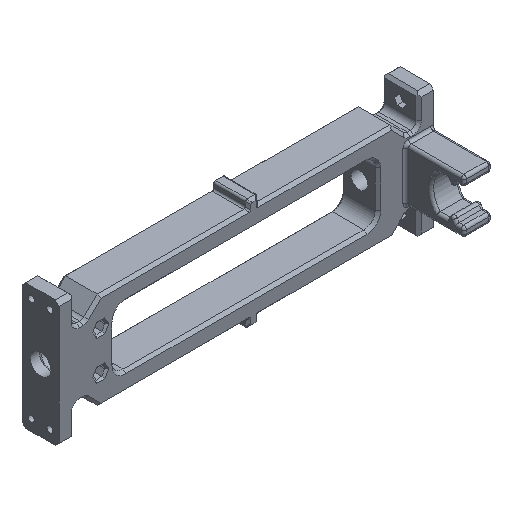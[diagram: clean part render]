
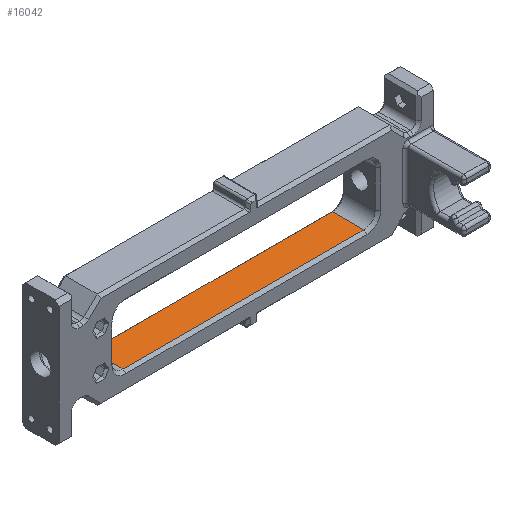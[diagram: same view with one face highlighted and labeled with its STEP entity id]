
A CAD part, isometric view. The second image highlights one B-rep face of the part: STEP entity #16042.
In plain terms, the highlighted planar face has unit normal (0, 0, 1).
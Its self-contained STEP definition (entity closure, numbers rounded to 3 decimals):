
#3034 = PLANE('',#3035);
#3035 = AXIS2_PLACEMENT_3D('',#3036,#3037,#3038);
#3036 = CARTESIAN_POINT('',(-35.5,-9.25,-16.75));
#3037 = DIRECTION('',(0.,-0.707,0.707)
  );
#3038 = DIRECTION('',(1.,0.,0.));
#5317 = PLANE('',#5318);
#5318 = AXIS2_PLACEMENT_3D('',#5319,#5320,#5321);
#5319 = CARTESIAN_POINT('',(-35.5,9.25,-16.75));
#5320 = DIRECTION('',(0.,0.707,0.707)
  );
#5321 = DIRECTION('',(1.,0.,0.));
#15405 = VERTEX_POINT('',#15406);
#15406 = CARTESIAN_POINT('',(-65.,-8.5,-16.));
#15429 = VERTEX_POINT('',#15430);
#15430 = CARTESIAN_POINT('',(65.,-8.5,-16.));
#15451 = EDGE_CURVE('',#15429,#15405,#15452,.T.);
#15452 = SURFACE_CURVE('',#15453,(#15457,#15464),.PCURVE_S1.);
#15453 = LINE('',#15454,#15455);
#15454 = CARTESIAN_POINT('',(-35.5,-8.5,-16.));
#15455 = VECTOR('',#15456,1.);
#15456 = DIRECTION('',(-1.,0.,0.));
#15457 = PCURVE('',#3034,#15458);
#15458 = DEFINITIONAL_REPRESENTATION('',(#15459),#15463);
#15459 = LINE('',#15460,#15461);
#15460 = CARTESIAN_POINT('',(0.,1.061));
#15461 = VECTOR('',#15462,1.);
#15462 = DIRECTION('',(-1.,0.));
#15463 = ( GEOMETRIC_REPRESENTATION_CONTEXT(2) 
PARAMETRIC_REPRESENTATION_CONTEXT() REPRESENTATION_CONTEXT('2D SPACE',''
  ) );
#15464 = PCURVE('',#15465,#15470);
#15465 = PLANE('',#15466);
#15466 = AXIS2_PLACEMENT_3D('',#15467,#15468,#15469);
#15467 = CARTESIAN_POINT('',(-71.,0.,-16.));
#15468 = DIRECTION('',(0.,0.,1.));
#15469 = DIRECTION('',(1.,0.,0.));
#15470 = DEFINITIONAL_REPRESENTATION('',(#15471),#15475);
#15471 = LINE('',#15472,#15473);
#15472 = CARTESIAN_POINT('',(35.5,-8.5));
#15473 = VECTOR('',#15474,1.);
#15474 = DIRECTION('',(-1.,0.));
#15475 = ( GEOMETRIC_REPRESENTATION_CONTEXT(2) 
PARAMETRIC_REPRESENTATION_CONTEXT() REPRESENTATION_CONTEXT('2D SPACE',''
  ) );
#15519 = CYLINDRICAL_SURFACE('',#15520,6.);
#15520 = AXIS2_PLACEMENT_3D('',#15521,#15522,#15523);
#15521 = CARTESIAN_POINT('',(-65.,0.,-10.));
#15522 = DIRECTION('',(0.,1.,0.));
#15523 = DIRECTION('',(-0.707,0.,-0.707));
#15824 = CYLINDRICAL_SURFACE('',#15825,6.);
#15825 = AXIS2_PLACEMENT_3D('',#15826,#15827,#15828);
#15826 = CARTESIAN_POINT('',(65.,0.,-10.));
#15827 = DIRECTION('',(0.,1.,0.));
#15828 = DIRECTION('',(0.707,0.,-0.707));
#15998 = VERTEX_POINT('',#15999);
#15999 = CARTESIAN_POINT('',(-65.,8.5,-16.));
#16021 = EDGE_CURVE('',#15405,#15998,#16022,.T.);
#16022 = SURFACE_CURVE('',#16023,(#16027,#16034),.PCURVE_S1.);
#16023 = LINE('',#16024,#16025);
#16024 = CARTESIAN_POINT('',(-65.,0.,-16.));
#16025 = VECTOR('',#16026,1.);
#16026 = DIRECTION('',(0.,1.,0.));
#16027 = PCURVE('',#15519,#16028);
#16028 = DEFINITIONAL_REPRESENTATION('',(#16029),#16033);
#16029 = LINE('',#16030,#16031);
#16030 = CARTESIAN_POINT('',(-0.785,0.));
#16031 = VECTOR('',#16032,1.);
#16032 = DIRECTION('',(0.,1.));
#16033 = ( GEOMETRIC_REPRESENTATION_CONTEXT(2) 
PARAMETRIC_REPRESENTATION_CONTEXT() REPRESENTATION_CONTEXT('2D SPACE',''
  ) );
#16034 = PCURVE('',#15465,#16035);
#16035 = DEFINITIONAL_REPRESENTATION('',(#16036),#16040);
#16036 = LINE('',#16037,#16038);
#16037 = CARTESIAN_POINT('',(6.,0.));
#16038 = VECTOR('',#16039,1.);
#16039 = DIRECTION('',(0.,1.));
#16040 = ( GEOMETRIC_REPRESENTATION_CONTEXT(2) 
PARAMETRIC_REPRESENTATION_CONTEXT() REPRESENTATION_CONTEXT('2D SPACE',''
  ) );
#16042 = ADVANCED_FACE('',(#16043),#15465,.T.);
#16043 = FACE_BOUND('',#16044,.T.);
#16044 = EDGE_LOOP('',(#16045,#16046,#16069,#16090));
#16045 = ORIENTED_EDGE('',*,*,#15451,.F.);
#16046 = ORIENTED_EDGE('',*,*,#16047,.F.);
#16047 = EDGE_CURVE('',#16048,#15429,#16050,.T.);
#16048 = VERTEX_POINT('',#16049);
#16049 = CARTESIAN_POINT('',(65.,8.5,-16.));
#16050 = SURFACE_CURVE('',#16051,(#16055,#16062),.PCURVE_S1.);
#16051 = LINE('',#16052,#16053);
#16052 = CARTESIAN_POINT('',(65.,0.,-16.));
#16053 = VECTOR('',#16054,1.);
#16054 = DIRECTION('',(0.,-1.,0.));
#16055 = PCURVE('',#15465,#16056);
#16056 = DEFINITIONAL_REPRESENTATION('',(#16057),#16061);
#16057 = LINE('',#16058,#16059);
#16058 = CARTESIAN_POINT('',(136.,0.));
#16059 = VECTOR('',#16060,1.);
#16060 = DIRECTION('',(0.,-1.));
#16061 = ( GEOMETRIC_REPRESENTATION_CONTEXT(2) 
PARAMETRIC_REPRESENTATION_CONTEXT() REPRESENTATION_CONTEXT('2D SPACE',''
  ) );
#16062 = PCURVE('',#15824,#16063);
#16063 = DEFINITIONAL_REPRESENTATION('',(#16064),#16068);
#16064 = LINE('',#16065,#16066);
#16065 = CARTESIAN_POINT('',(7.069,0.));
#16066 = VECTOR('',#16067,1.);
#16067 = DIRECTION('',(0.,-1.));
#16068 = ( GEOMETRIC_REPRESENTATION_CONTEXT(2) 
PARAMETRIC_REPRESENTATION_CONTEXT() REPRESENTATION_CONTEXT('2D SPACE',''
  ) );
#16069 = ORIENTED_EDGE('',*,*,#16070,.F.);
#16070 = EDGE_CURVE('',#15998,#16048,#16071,.T.);
#16071 = SURFACE_CURVE('',#16072,(#16076,#16083),.PCURVE_S1.);
#16072 = LINE('',#16073,#16074);
#16073 = CARTESIAN_POINT('',(-35.5,8.5,-16.));
#16074 = VECTOR('',#16075,1.);
#16075 = DIRECTION('',(1.,0.,0.));
#16076 = PCURVE('',#15465,#16077);
#16077 = DEFINITIONAL_REPRESENTATION('',(#16078),#16082);
#16078 = LINE('',#16079,#16080);
#16079 = CARTESIAN_POINT('',(35.5,8.5));
#16080 = VECTOR('',#16081,1.);
#16081 = DIRECTION('',(1.,0.));
#16082 = ( GEOMETRIC_REPRESENTATION_CONTEXT(2) 
PARAMETRIC_REPRESENTATION_CONTEXT() REPRESENTATION_CONTEXT('2D SPACE',''
  ) );
#16083 = PCURVE('',#5317,#16084);
#16084 = DEFINITIONAL_REPRESENTATION('',(#16085),#16089);
#16085 = LINE('',#16086,#16087);
#16086 = CARTESIAN_POINT('',(0.,-1.061));
#16087 = VECTOR('',#16088,1.);
#16088 = DIRECTION('',(1.,0.));
#16089 = ( GEOMETRIC_REPRESENTATION_CONTEXT(2) 
PARAMETRIC_REPRESENTATION_CONTEXT() REPRESENTATION_CONTEXT('2D SPACE',''
  ) );
#16090 = ORIENTED_EDGE('',*,*,#16021,.F.);
